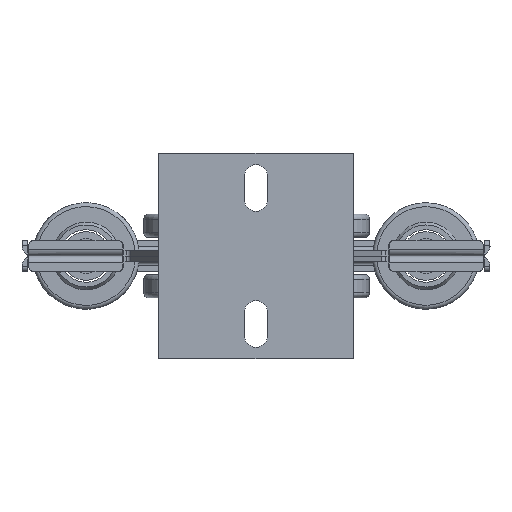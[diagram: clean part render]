
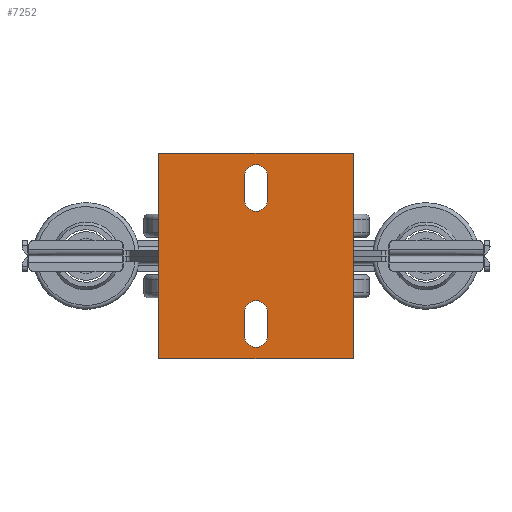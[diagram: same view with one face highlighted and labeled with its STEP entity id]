
A CAD part, front view. The second image highlights one B-rep face of the part: STEP entity #7252.
In plain terms, the highlighted face is planar.
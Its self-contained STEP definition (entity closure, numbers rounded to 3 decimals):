
#317=FACE_BOUND('',#1239,.T.);
#318=FACE_BOUND('',#1240,.T.);
#493=PLANE('',#8232);
#840=FACE_OUTER_BOUND('',#1238,.T.);
#1238=EDGE_LOOP('',(#5934,#5935,#5936,#5937));
#1239=EDGE_LOOP('',(#5938,#5939,#5940,#5941));
#1240=EDGE_LOOP('',(#5942,#5943,#5944,#5945));
#1858=LINE('',#12294,#2387);
#1862=LINE('',#12303,#2391);
#1866=LINE('',#12312,#2395);
#1870=LINE('',#12321,#2399);
#1877=LINE('',#12348,#2406);
#1880=LINE('',#12353,#2409);
#1882=LINE('',#12357,#2411);
#1883=LINE('',#12359,#2412);
#2387=VECTOR('',#9807,10.);
#2391=VECTOR('',#9813,10.);
#2395=VECTOR('',#9819,10.);
#2399=VECTOR('',#9825,10.);
#2406=VECTOR('',#9860,10.);
#2409=VECTOR('',#9865,10.);
#2411=VECTOR('',#9869,10.);
#2412=VECTOR('',#9872,10.);
#2720=CIRCLE('',#8221,6.);
#2721=CIRCLE('',#8223,6.);
#2722=CIRCLE('',#8225,6.);
#2723=CIRCLE('',#8227,6.);
#3373=VERTEX_POINT('',#12291);
#3374=VERTEX_POINT('',#12293);
#3377=VERTEX_POINT('',#12300);
#3378=VERTEX_POINT('',#12302);
#3381=VERTEX_POINT('',#12309);
#3382=VERTEX_POINT('',#12311);
#3385=VERTEX_POINT('',#12318);
#3386=VERTEX_POINT('',#12320);
#3391=VERTEX_POINT('',#12345);
#3392=VERTEX_POINT('',#12347);
#3393=VERTEX_POINT('',#12351);
#3394=VERTEX_POINT('',#12355);
#4296=EDGE_CURVE('',#3374,#3373,#1858,.T.);
#4300=EDGE_CURVE('',#3378,#3377,#1862,.T.);
#4304=EDGE_CURVE('',#3382,#3381,#1866,.T.);
#4308=EDGE_CURVE('',#3386,#3385,#1870,.T.);
#4318=EDGE_CURVE('',#3377,#3374,#2720,.T.);
#4319=EDGE_CURVE('',#3373,#3378,#2721,.T.);
#4320=EDGE_CURVE('',#3381,#3386,#2722,.T.);
#4321=EDGE_CURVE('',#3385,#3382,#2723,.T.);
#4323=EDGE_CURVE('',#3391,#3392,#1877,.T.);
#4326=EDGE_CURVE('',#3393,#3391,#1880,.T.);
#4328=EDGE_CURVE('',#3394,#3393,#1882,.T.);
#4329=EDGE_CURVE('',#3392,#3394,#1883,.T.);
#5934=ORIENTED_EDGE('',*,*,#4329,.F.);
#5935=ORIENTED_EDGE('',*,*,#4323,.F.);
#5936=ORIENTED_EDGE('',*,*,#4326,.F.);
#5937=ORIENTED_EDGE('',*,*,#4328,.F.);
#5938=ORIENTED_EDGE('',*,*,#4300,.T.);
#5939=ORIENTED_EDGE('',*,*,#4318,.T.);
#5940=ORIENTED_EDGE('',*,*,#4296,.T.);
#5941=ORIENTED_EDGE('',*,*,#4319,.T.);
#5942=ORIENTED_EDGE('',*,*,#4304,.T.);
#5943=ORIENTED_EDGE('',*,*,#4320,.T.);
#5944=ORIENTED_EDGE('',*,*,#4308,.T.);
#5945=ORIENTED_EDGE('',*,*,#4321,.T.);
#7252=ADVANCED_FACE('',(#840,#317,#318),#493,.F.);
#8221=AXIS2_PLACEMENT_3D('',#12337,#9843,#9844);
#8223=AXIS2_PLACEMENT_3D('',#12339,#9847,#9848);
#8225=AXIS2_PLACEMENT_3D('',#12341,#9851,#9852);
#8227=AXIS2_PLACEMENT_3D('',#12343,#9855,#9856);
#8232=AXIS2_PLACEMENT_3D('',#12360,#9873,#9874);
#9807=DIRECTION('',(0.,1.,0.));
#9813=DIRECTION('',(0.,-1.,0.));
#9819=DIRECTION('',(0.,1.,0.));
#9825=DIRECTION('',(0.,-1.,0.));
#9843=DIRECTION('center_axis',(0.,0.,1.));
#9844=DIRECTION('ref_axis',(-1.,0.,0.));
#9847=DIRECTION('center_axis',(0.,0.,1.));
#9848=DIRECTION('ref_axis',(1.,0.,0.));
#9851=DIRECTION('center_axis',(0.,0.,1.));
#9852=DIRECTION('ref_axis',(1.,0.,0.));
#9855=DIRECTION('center_axis',(0.,0.,1.));
#9856=DIRECTION('ref_axis',(-1.,0.,0.));
#9860=DIRECTION('',(0.,-1.,0.));
#9865=DIRECTION('',(-1.,0.,0.));
#9869=DIRECTION('',(0.,1.,0.));
#9872=DIRECTION('',(1.,0.,0.));
#9873=DIRECTION('center_axis',(0.,0.,1.));
#9874=DIRECTION('ref_axis',(1.,0.,0.));
#12291=CARTESIAN_POINT('',(55.396,90.555,0.));
#12293=CARTESIAN_POINT('',(55.396,78.555,0.));
#12294=CARTESIAN_POINT('',(55.396,70.055,0.));
#12300=CARTESIAN_POINT('',(43.396,78.555,0.));
#12302=CARTESIAN_POINT('',(43.396,90.555,0.));
#12303=CARTESIAN_POINT('',(43.396,64.055,0.));
#12309=CARTESIAN_POINT('',(55.396,20.555,0.));
#12311=CARTESIAN_POINT('',(55.396,8.555,0.));
#12312=CARTESIAN_POINT('',(55.396,35.055,0.));
#12318=CARTESIAN_POINT('',(43.396,8.555,0.));
#12320=CARTESIAN_POINT('',(43.396,20.555,0.));
#12321=CARTESIAN_POINT('',(43.396,29.055,0.));
#12337=CARTESIAN_POINT('Origin',(49.396,78.555,0.));
#12339=CARTESIAN_POINT('Origin',(49.396,90.555,0.));
#12341=CARTESIAN_POINT('Origin',(49.396,20.555,0.));
#12343=CARTESIAN_POINT('Origin',(49.396,8.555,0.));
#12345=CARTESIAN_POINT('',(-0.604,102.555,0.));
#12347=CARTESIAN_POINT('',(-0.604,-3.445,0.));
#12348=CARTESIAN_POINT('',(-0.604,102.555,0.));
#12351=CARTESIAN_POINT('',(99.396,102.555,0.));
#12353=CARTESIAN_POINT('',(99.396,102.555,0.));
#12355=CARTESIAN_POINT('',(99.396,-3.445,0.));
#12357=CARTESIAN_POINT('',(99.396,-3.445,0.));
#12359=CARTESIAN_POINT('',(-0.604,-3.445,0.));
#12360=CARTESIAN_POINT('Origin',(49.396,49.555,0.));
